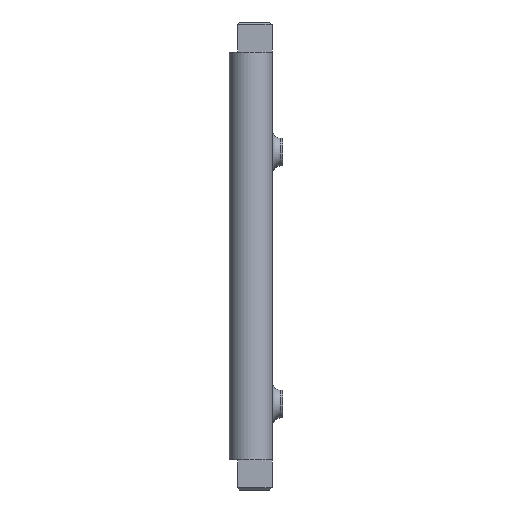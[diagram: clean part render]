
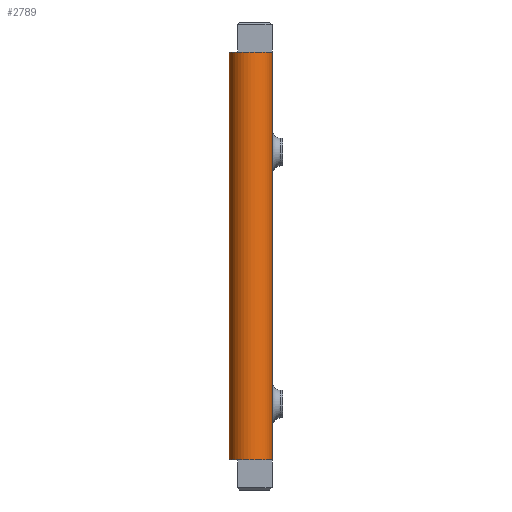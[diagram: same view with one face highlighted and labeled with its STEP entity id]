
A CAD part, left-side view. The second image highlights one B-rep face of the part: STEP entity #2789.
In plain terms, the highlighted cylindrical face has radius 5 mm (diameter 10 mm), a partial arc.
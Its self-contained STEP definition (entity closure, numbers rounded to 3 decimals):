
#154=CIRCLE('',#3030,5.);
#160=CIRCLE('',#3042,5.);
#199=CYLINDRICAL_SURFACE('',#3048,5.);
#337=FACE_OUTER_BOUND('',#513,.T.);
#513=EDGE_LOOP('',(#2547,#2548,#2549,#2550));
#719=LINE('',#4364,#1011);
#727=LINE('',#4391,#1019);
#1011=VECTOR('',#3530,10.);
#1019=VECTOR('',#3554,10.);
#1285=VERTEX_POINT('',#4361);
#1286=VERTEX_POINT('',#4363);
#1296=VERTEX_POINT('',#4388);
#1297=VERTEX_POINT('',#4390);
#1627=EDGE_CURVE('',#1285,#1286,#719,.T.);
#1640=EDGE_CURVE('',#1297,#1296,#727,.T.);
#1745=EDGE_CURVE('',#1286,#1296,#154,.T.);
#1754=EDGE_CURVE('',#1285,#1297,#160,.T.);
#2547=ORIENTED_EDGE('',*,*,#1754,.T.);
#2548=ORIENTED_EDGE('',*,*,#1640,.T.);
#2549=ORIENTED_EDGE('',*,*,#1745,.F.);
#2550=ORIENTED_EDGE('',*,*,#1627,.F.);
#2789=ADVANCED_FACE('',(#337),#199,.T.);
#3030=AXIS2_PLACEMENT_3D('',#4604,#3788,#3789);
#3042=AXIS2_PLACEMENT_3D('',#4622,#3815,#3816);
#3048=AXIS2_PLACEMENT_3D('',#4632,#3830,#3831);
#3530=DIRECTION('',(0.,0.,1.));
#3554=DIRECTION('',(0.,0.,1.));
#3788=DIRECTION('center_axis',(0.,0.,1.));
#3789=DIRECTION('ref_axis',(-1.,0.,0.));
#3815=DIRECTION('center_axis',(0.,0.,1.));
#3816=DIRECTION('ref_axis',(-1.,0.,0.));
#3830=DIRECTION('center_axis',(0.,0.,1.));
#3831=DIRECTION('ref_axis',(-1.,0.,0.));
#4361=CARTESIAN_POINT('',(-31.184,5.111,-183.));
#4363=CARTESIAN_POINT('',(-31.184,5.111,-88.));
#4364=CARTESIAN_POINT('',(-31.184,5.111,-183.));
#4388=CARTESIAN_POINT('',(-32.5,-4.713,-88.));
#4390=CARTESIAN_POINT('',(-32.5,-4.713,-183.));
#4391=CARTESIAN_POINT('',(-32.5,-4.713,-183.));
#4604=CARTESIAN_POINT('Origin',(-32.5,0.287,-88.));
#4622=CARTESIAN_POINT('Origin',(-32.5,0.287,-183.));
#4632=CARTESIAN_POINT('Origin',(-32.5,0.287,-183.));
